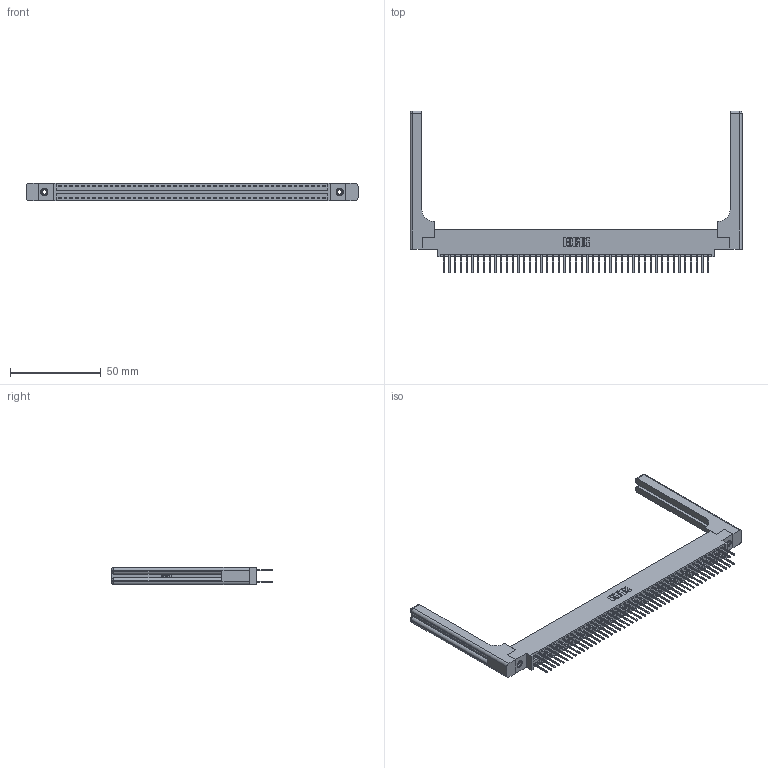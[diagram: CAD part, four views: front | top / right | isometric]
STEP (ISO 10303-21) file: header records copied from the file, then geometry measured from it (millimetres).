
FILE_DESCRIPTION (( 'STEP AP203' ), '1' );
FILE_NAME ('396-094-526-858.STEP', '2019-11-02T16:17:06', ( '' ), ( '' ), 'SwSTEP 2.0', 'SolidWorks 2016', '' );
FILE_SCHEMA (( 'CONFIG_CONTROL_DESIGN' ));
Length unit declared in the file: inch
Products named in the file (5): 346-220-058_345-220-058; 396-094-526-858; 346 Part_0.170 Offset - 0.156 Dia-TH; 345-292-001_345-293-126; 345-250-001_345-250-001-102
Assembly tree (99 placements, depth 2):
  396-094-526-858
    346 Part_0.170 Offset - 0.156 Dia-TH
    345-292-001_345-293-126  x94
    345-250-001_345-250-001-102  x2
    346-220-058_345-220-058  x2
Bounding box: 183.29 x 89.41 x 9.4 mm (x, y, z)
Volume: 25405.3 mm3; surface area: 30540.9 mm2
Topology: 99 solids, 99 shells, 5270 faces, 15577 edges, 10238 vertices
Faces by surface type: plane 3518, cylinder 1692, bspline 36, cone 12, sphere 8, torus 4
Entity records: 35332 total; most frequent: CARTESIAN_POINT 6825, ORIENTED_EDGE 5556, DIRECTION 4998, EDGE_CURVE 2778, VECTOR 2366, LINE 2366, VERTEX_POINT 1842, AXIS2_PLACEMENT_3D 1316
